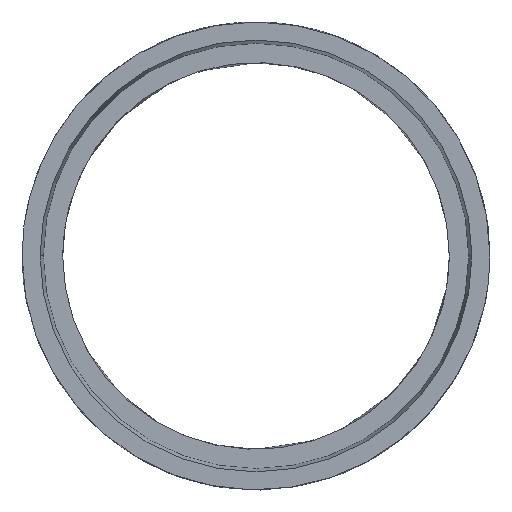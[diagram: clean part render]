
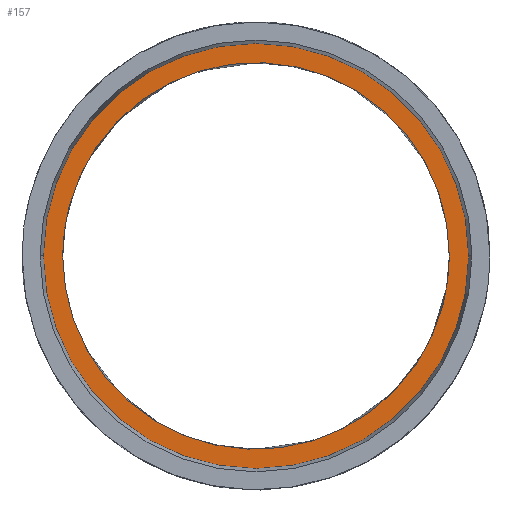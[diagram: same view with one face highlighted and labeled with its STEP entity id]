
A CAD part, top view. The second image highlights one B-rep face of the part: STEP entity #157.
In plain terms, the highlighted planar face has unit normal (0, 0, 1).
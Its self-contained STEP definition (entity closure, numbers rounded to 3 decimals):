
#157 = ADVANCED_FACE ( 'NONE', ( #6700, #11762 ), #1696, .F. ) ;
#295 = DIRECTION ( 'NONE',  ( 1., 0., 0. ) ) ;
#440 = CIRCLE ( 'NONE', #20376, 330. ) ;
#794 = AXIS2_PLACEMENT_3D ( 'NONE', #10260, #6531, #295 ) ;
#1436 = VERTEX_POINT ( 'NONE', #2171 ) ;
#1696 = PLANE ( 'NONE',  #11972 ) ;
#1837 = CIRCLE ( 'NONE', #794, 330. ) ;
#1909 = CARTESIAN_POINT ( 'NONE',  ( -79.563, 300., 150. ) ) ;
#2122 = CARTESIAN_POINT ( 'NONE',  ( -300., -79.563, 150. ) ) ;
#2171 = CARTESIAN_POINT ( 'NONE',  ( -330., 0., 150. ) ) ;
#2406 = ORIENTED_EDGE ( 'NONE', *, *, #8859, .T. ) ;
#3235 = CARTESIAN_POINT ( 'NONE',  ( -268.391, 155.873, 150. ) ) ;
#3339 = CARTESIAN_POINT ( 'NONE',  ( 257.139, 167.125, 150. ) ) ;
#3534 = CARTESIAN_POINT ( 'NONE',  ( 257.139, -167.125, 150. ) ) ;
#4400 = ORIENTED_EDGE ( 'NONE', *, *, #18723, .F. ) ;
#5072 = DIRECTION ( 'NONE',  ( -1., 0., 0. ) ) ;
#5169 = CARTESIAN_POINT ( 'NONE',  ( 79.563, -300., 150. ) ) ;
#5497 = CARTESIAN_POINT ( 'NONE',  ( 300., -3.978, 150. ) ) ;
#6492 = CARTESIAN_POINT ( 'NONE',  ( 300., 0., 150. ) ) ;
#6531 = DIRECTION ( 'NONE',  ( 0., 0., 1. ) ) ;
#6601 = CARTESIAN_POINT ( 'NONE',  ( 300., 0., 150. ) ) ;
#6700 = FACE_OUTER_BOUND ( 'NONE', #15343, .T. ) ;
#6802 = CARTESIAN_POINT ( 'NONE',  ( -300., 0., 150. ) ) ;
#6810 = CARTESIAN_POINT ( 'NONE',  ( 299.842, 11.918, 150. ) ) ;
#6912 = CARTESIAN_POINT ( 'NONE',  ( 299.842, -11.918, 150. ) ) ;
#7666 = VERTEX_POINT ( 'NONE', #8042 ) ;
#8042 = CARTESIAN_POINT ( 'NONE',  ( 300., 0., 150. ) ) ;
#8043 = DIRECTION ( 'NONE',  ( 0., 0., -1. ) ) ;
#8412 = EDGE_CURVE ( 'NONE', #1436, #17182, #440, .T. ) ;
#8859 = EDGE_CURVE ( 'NONE', #17182, #1436, #1837, .T. ) ;
#9083 = CARTESIAN_POINT ( 'NONE',  ( 330., 0., 150. ) ) ;
#10216 = CARTESIAN_POINT ( 'NONE',  ( 288.197, -105.67, 150. ) ) ;
#10260 = CARTESIAN_POINT ( 'NONE',  ( 0., 0., 150. ) ) ;
#11401 = DIRECTION ( 'NONE',  ( 1., 0., 0. ) ) ;
#11498 = EDGE_CURVE ( 'NONE', #19364, #7666, #13718, .T. ) ;
#11762 = FACE_BOUND ( 'NONE', #17739, .T. ) ;
#11765 = CARTESIAN_POINT ( 'NONE',  ( -300., 0., 150. ) ) ;
#11968 = CARTESIAN_POINT ( 'NONE',  ( -79.563, -300., 150. ) ) ;
#11972 = AXIS2_PLACEMENT_3D ( 'NONE', #6492, #8043, #5072 ) ;
#12197 = CARTESIAN_POINT ( 'NONE',  ( -300., 0., 150. ) ) ;
#12728 = ORIENTED_EDGE ( 'NONE', *, *, #8412, .T. ) ;
#12827 = DIRECTION ( 'NONE',  ( 0., 0., 1. ) ) ;
#13199 = CARTESIAN_POINT ( 'NONE',  ( 300., 3.978, 150. ) ) ;
#13305 = CARTESIAN_POINT ( 'NONE',  ( 299.136, 23.767, 150. ) ) ;
#13436 = B_SPLINE_CURVE_WITH_KNOTS ( 'NONE', 3,
 ( #6601, #13199, #6810, #13305, #18234, #18551, #3339, #16795, #19882, #1909, #14743, #3235, #18343, #11765 ),
 .UNSPECIFIED., .F., .F.,
 ( 4, 1, 1, 1, 1, 2, 2, 2, 4 ),
 ( 0., 0.012, 0.024, 0.035, 0.047, 0.235, 0.471, 0.706, 0.941 ),
 .UNSPECIFIED. ) ;
#13718 = B_SPLINE_CURVE_WITH_KNOTS ( 'NONE', 3,
 ( #6802, #2122, #18867, #15263, #11968, #5169, #18650, #3534, #10216, #20519, #16894, #6912, #5497, #20294 ),
 .UNSPECIFIED., .F., .F.,
 ( 4, 2, 2, 2, 1, 1, 1, 1, 4 ),
 ( 0.941, 1.176, 1.412, 1.647, 1.835, 1.847, 1.859, 1.87, 1.882 ),
 .UNSPECIFIED. ) ;
#14743 = CARTESIAN_POINT ( 'NONE',  ( -155.873, 268.391, 150. ) ) ;
#15263 = CARTESIAN_POINT ( 'NONE',  ( -155.873, -268.391, 150. ) ) ;
#15343 = EDGE_LOOP ( 'NONE', ( #2406, #12728 ) ) ;
#16106 = ORIENTED_EDGE ( 'NONE', *, *, #11498, .F. ) ;
#16795 = CARTESIAN_POINT ( 'NONE',  ( 155.873, 268.391, 150. ) ) ;
#16894 = CARTESIAN_POINT ( 'NONE',  ( 299.136, -23.767, 150. ) ) ;
#17182 = VERTEX_POINT ( 'NONE', #9083 ) ;
#17739 = EDGE_LOOP ( 'NONE', ( #4400, #16106 ) ) ;
#18234 = CARTESIAN_POINT ( 'NONE',  ( 297.966, 35.541, 150. ) ) ;
#18343 = CARTESIAN_POINT ( 'NONE',  ( -300., 79.563, 150. ) ) ;
#18551 = CARTESIAN_POINT ( 'NONE',  ( 288.197, 105.67, 150. ) ) ;
#18650 = CARTESIAN_POINT ( 'NONE',  ( 155.873, -268.391, 150. ) ) ;
#18723 = EDGE_CURVE ( 'NONE', #7666, #19364, #13436, .T. ) ;
#18867 = CARTESIAN_POINT ( 'NONE',  ( -268.391, -155.873, 150. ) ) ;
#19364 = VERTEX_POINT ( 'NONE', #12197 ) ;
#19726 = CARTESIAN_POINT ( 'NONE',  ( 0., 0., 150. ) ) ;
#19882 = CARTESIAN_POINT ( 'NONE',  ( 79.563, 300., 150. ) ) ;
#20294 = CARTESIAN_POINT ( 'NONE',  ( 300., 0., 150. ) ) ;
#20376 = AXIS2_PLACEMENT_3D ( 'NONE', #19726, #12827, #11401 ) ;
#20519 = CARTESIAN_POINT ( 'NONE',  ( 297.966, -35.541, 150. ) ) ;
